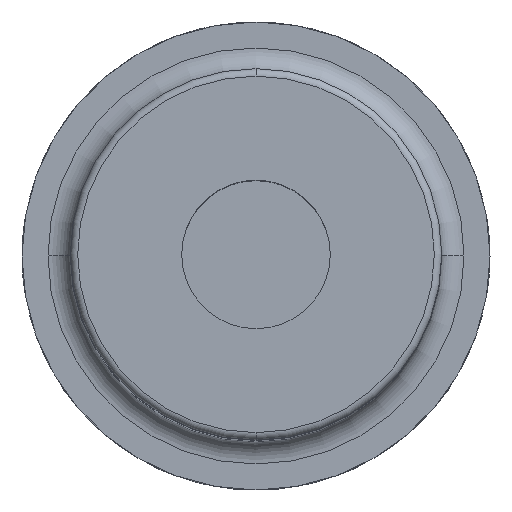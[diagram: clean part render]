
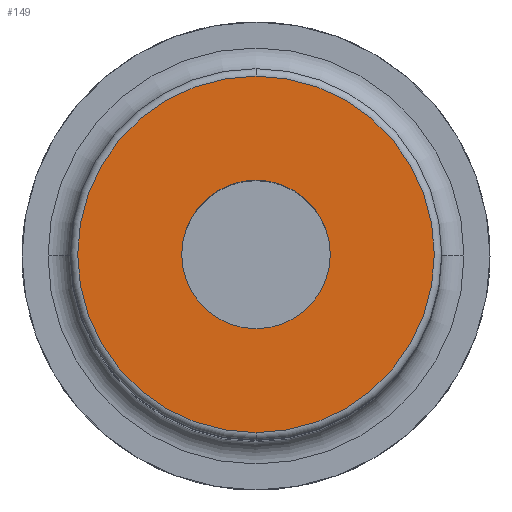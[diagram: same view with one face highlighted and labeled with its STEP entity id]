
A CAD part, top view. The second image highlights one B-rep face of the part: STEP entity #149.
In plain terms, the highlighted planar face has unit normal (0, 0, 1).
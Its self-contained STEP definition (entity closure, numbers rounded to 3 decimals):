
#122 = VERTEX_POINT ( 'NONE', #798 ) ;
#149 = ADVANCED_FACE ( 'NONE', ( #192, #1236 ), #675, .T. ) ;
#159 = CIRCLE ( 'NONE', #1187, 10. ) ;
#177 = ORIENTED_EDGE ( 'NONE', *, *, #1708, .F. ) ;
#192 = FACE_BOUND ( 'NONE', #1273, .T. ) ;
#195 = CARTESIAN_POINT ( 'NONE',  ( 0., 0., 150. ) ) ;
#231 = EDGE_CURVE ( 'NONE', #1138, #122, #1004, .T. ) ;
#253 = ORIENTED_EDGE ( 'NONE', *, *, #754, .F. ) ;
#297 = CARTESIAN_POINT ( 'NONE',  ( 0., 0., 150. ) ) ;
#477 = DIRECTION ( 'NONE',  ( 0., 0., -1. ) ) ;
#541 = ORIENTED_EDGE ( 'NONE', *, *, #1005, .F. ) ;
#562 = DIRECTION ( 'NONE',  ( 0., 1., 0. ) ) ;
#652 = EDGE_LOOP ( 'NONE', ( #541, #672 ) ) ;
#667 = CARTESIAN_POINT ( 'NONE',  ( 0., 24., 150. ) ) ;
#672 = ORIENTED_EDGE ( 'NONE', *, *, #231, .F. ) ;
#675 = PLANE ( 'NONE',  #1195 ) ;
#681 = DIRECTION ( 'NONE',  ( 0., 0., -1. ) ) ;
#754 = EDGE_CURVE ( 'NONE', #824, #1175, #1479, .T. ) ;
#776 = CIRCLE ( 'NONE', #1301, 24. ) ;
#798 = CARTESIAN_POINT ( 'NONE',  ( 0., 24., 150. ) ) ;
#824 = VERTEX_POINT ( 'NONE', #1766 ) ;
#892 = DIRECTION ( 'NONE',  ( 0., -1., 0. ) ) ;
#993 = AXIS2_PLACEMENT_3D ( 'NONE', #297, #1517, #1101 ) ;
#1004 = CIRCLE ( 'NONE', #1011, 24. ) ;
#1005 = EDGE_CURVE ( 'NONE', #122, #1138, #776, .T. ) ;
#1011 = AXIS2_PLACEMENT_3D ( 'NONE', #1632, #681, #562 ) ;
#1020 = DIRECTION ( 'NONE',  ( 0., 0., 1. ) ) ;
#1028 = CARTESIAN_POINT ( 'NONE',  ( 0., 0., 150. ) ) ;
#1101 = DIRECTION ( 'NONE',  ( 0., -1., 0. ) ) ;
#1138 = VERTEX_POINT ( 'NONE', #1563 ) ;
#1175 = VERTEX_POINT ( 'NONE', #1435 ) ;
#1187 = AXIS2_PLACEMENT_3D ( 'NONE', #1028, #1020, #892 ) ;
#1195 = AXIS2_PLACEMENT_3D ( 'NONE', #667, #1609, #1749 ) ;
#1236 = FACE_OUTER_BOUND ( 'NONE', #652, .T. ) ;
#1273 = EDGE_LOOP ( 'NONE', ( #253, #177 ) ) ;
#1301 = AXIS2_PLACEMENT_3D ( 'NONE', #195, #477, #1419 ) ;
#1419 = DIRECTION ( 'NONE',  ( 0., 1., 0. ) ) ;
#1435 = CARTESIAN_POINT ( 'NONE',  ( 10., 0., 150. ) ) ;
#1479 = CIRCLE ( 'NONE', #993, 10. ) ;
#1517 = DIRECTION ( 'NONE',  ( 0., 0., 1. ) ) ;
#1563 = CARTESIAN_POINT ( 'NONE',  ( 0., -24., 150. ) ) ;
#1609 = DIRECTION ( 'NONE',  ( 0., 0., 1. ) ) ;
#1632 = CARTESIAN_POINT ( 'NONE',  ( 0., 0., 150. ) ) ;
#1708 = EDGE_CURVE ( 'NONE', #1175, #824, #159, .T. ) ;
#1749 = DIRECTION ( 'NONE',  ( 0., -1., 0. ) ) ;
#1766 = CARTESIAN_POINT ( 'NONE',  ( -10., 0., 150. ) ) ;
